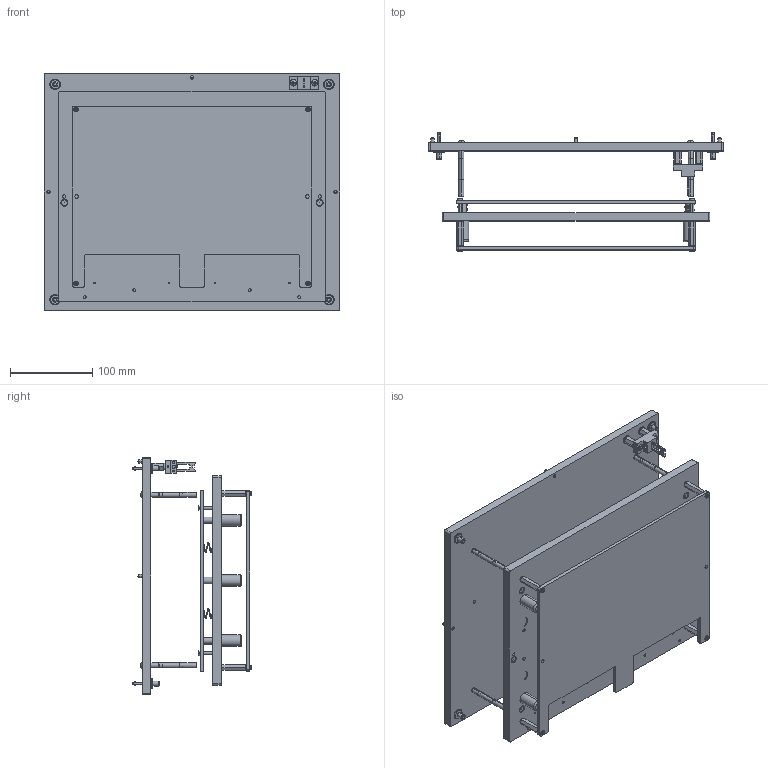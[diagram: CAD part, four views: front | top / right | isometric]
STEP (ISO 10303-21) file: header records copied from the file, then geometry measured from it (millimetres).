
FILE_DESCRIPTION (( 'STEP AP214' ), '1' );
FILE_NAME ('21117~0.STEP', '2017-07-04T04:58:35', ( '' ), ( '' ), 'SwSTEP 2.0', 'SolidWorks 2016', '' );
FILE_SCHEMA (( 'AUTOMOTIVE_DESIGN' ));
Length unit declared in the file: millimetre
Products named in the file (23): 2229~6; 17566~2; 2908~0; 20839~0; 18742~2; 3274~0; 2635~0; 2196~6; 21117~0; 18743~0; 2679~0_4 m6 x 16; ISO7380~n_M04,0x020; 3268~0_M 3 x 10; 17568~6; 17562~1; 3827~0; 2898~0_M 4 x 10; 12436~0; 17346~1; 17567~1; 1583~0; 2212~3; 11654~0
Assembly tree (58 placements, depth 3):
  21117~0
    17566~2
    17567~1
    2212~3  x4
    2196~6  x3
    2229~6  x3
    1583~0  x4
    17562~1
    2635~0  x4
    17568~6
    3827~0  x4
    12436~0  x4
    20839~0
    11654~0  x2
    18743~0  x4
      17346~1
      18742~2
      ISO7380~n_M04,0x020
    2898~0_M 4 x 10  x3
    3268~0_M 3 x 10  x4
    2908~0  x4
    2679~0_4 m6 x 16  x3
    3274~0  x4
Bounding box: 358 x 144.07 x 288 mm (x, y, z)
Volume: 2344454.5 mm3; surface area: 689774.8 mm2
Topology: 70 solids, 70 shells, 3635 faces, 8755 edges, 5525 vertices
Faces by surface type: plane 1557, cylinder 980, cone 936, torus 126, sphere 28, bspline 8
Entity records: 59416 total; most frequent: CARTESIAN_POINT 11721, DIRECTION 10226, ORIENTED_EDGE 8966, EDGE_CURVE 4483, AXIS2_PLACEMENT_3D 3816, VERTEX_POINT 2905, LINE 2594, VECTOR 2594
